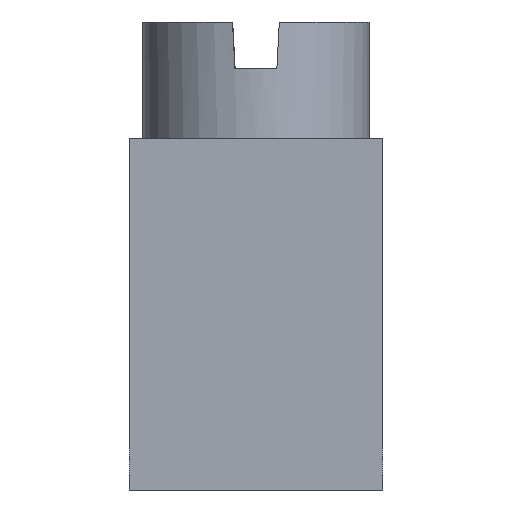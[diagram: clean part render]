
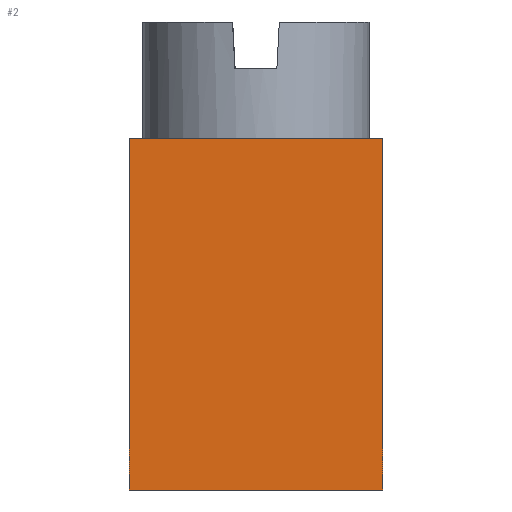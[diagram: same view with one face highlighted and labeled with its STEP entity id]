
A CAD part, left-side view. The second image highlights one B-rep face of the part: STEP entity #2.
In plain terms, the highlighted planar face has unit normal (-1, 0, 0).
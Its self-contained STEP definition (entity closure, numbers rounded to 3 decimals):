
#2 = ADVANCED_FACE ( 'NONE', ( #24218 ), #24203, .F. ) ;
#1012 = ORIENTED_EDGE ( 'NONE', *, *, #9741, .F. ) ;
#1014 = ORIENTED_EDGE ( 'NONE', *, *, #9805, .F. ) ;
#1024 = ORIENTED_EDGE ( 'NONE', *, *, #9778, .F. ) ;
#1027 = ORIENTED_EDGE ( 'NONE', *, *, #9782, .T. ) ;
#1261 = VERTEX_POINT ( 'NONE', #23682 ) ;
#1280 = VERTEX_POINT ( 'NONE', #23602 ) ;
#2005 = EDGE_LOOP ( 'NONE', ( #1012, #1027, #1024, #1014 ) ) ;
#5874 = VERTEX_POINT ( 'NONE', #17949 ) ;
#7749 = VERTEX_POINT ( 'NONE', #18559 ) ;
#8240 = AXIS2_PLACEMENT_3D ( 'NONE', #24234, #24179, #24188 ) ;
#8940 = VECTOR ( 'NONE', #26028, 1000. ) ;
#8980 = VECTOR ( 'NONE', #17599, 1000. ) ;
#8981 = VECTOR ( 'NONE', #17672, 1000. ) ;
#9006 = VECTOR ( 'NONE', #17667, 1000. ) ;
#9741 = EDGE_CURVE ( 'NONE', #1261, #5874, #26055, .T. ) ;
#9778 = EDGE_CURVE ( 'NONE', #1280, #7749, #17680, .T. ) ;
#9782 = EDGE_CURVE ( 'NONE', #1261, #7749, #17683, .T. ) ;
#9805 = EDGE_CURVE ( 'NONE', #5874, #1280, #17589, .T. ) ;
#17568 = CARTESIAN_POINT ( 'NONE',  ( 0.525, 0., 9. ) ) ;
#17589 = LINE ( 'NONE', #17568, #8980 ) ;
#17599 = DIRECTION ( 'NONE',  ( 0., 0., -1. ) ) ;
#17658 = CARTESIAN_POINT ( 'NONE',  ( 0.525, 6.5, 9. ) ) ;
#17659 = CARTESIAN_POINT ( 'NONE',  ( 0.525, 0., 0. ) ) ;
#17667 = DIRECTION ( 'NONE',  ( 0., 0., -1. ) ) ;
#17672 = DIRECTION ( 'NONE',  ( 0., 1., 0. ) ) ;
#17680 = LINE ( 'NONE', #17659, #8981 ) ;
#17683 = LINE ( 'NONE', #17658, #9006 ) ;
#17949 = CARTESIAN_POINT ( 'NONE',  ( 0.525, 0., 9. ) ) ;
#18559 = CARTESIAN_POINT ( 'NONE',  ( 0.525, 6.5, 0. ) ) ;
#23602 = CARTESIAN_POINT ( 'NONE',  ( 0.525, 0., 0. ) ) ;
#23682 = CARTESIAN_POINT ( 'NONE',  ( 0.525, 6.5, 9. ) ) ;
#24179 = DIRECTION ( 'NONE',  ( 1., 0., 0. ) ) ;
#24188 = DIRECTION ( 'NONE',  ( 0., 0., -1. ) ) ;
#24203 = PLANE ( 'NONE',  #8240 ) ;
#24218 = FACE_OUTER_BOUND ( 'NONE', #2005, .T. ) ;
#24234 = CARTESIAN_POINT ( 'NONE',  ( 0.525, 0., 9. ) ) ;
#26028 = DIRECTION ( 'NONE',  ( 0., -1., 0. ) ) ;
#26037 = CARTESIAN_POINT ( 'NONE',  ( 0.525, 6.5, 9. ) ) ;
#26055 = LINE ( 'NONE', #26037, #8940 ) ;
